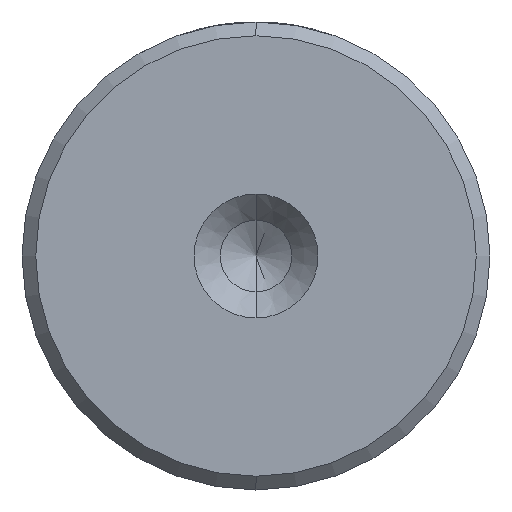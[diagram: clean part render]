
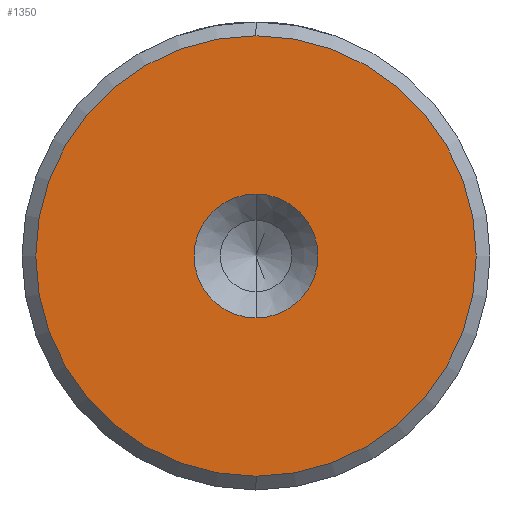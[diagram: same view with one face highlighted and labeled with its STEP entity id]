
A CAD part, left-side view. The second image highlights one B-rep face of the part: STEP entity #1350.
In plain terms, the highlighted planar face has unit normal (-1, 0, 0).
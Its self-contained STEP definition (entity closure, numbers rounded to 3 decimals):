
#24 = CIRCLE ( 'NONE', #1909, 8. ) ;
#25 = DIRECTION ( 'NONE',  ( 0., 0., 1. ) ) ;
#78 = FACE_BOUND ( 'NONE', #122, .T. ) ;
#122 = EDGE_LOOP ( 'NONE', ( #2176, #1137 ) ) ;
#197 = CARTESIAN_POINT ( 'NONE',  ( 0., 0., 0. ) ) ;
#216 = CARTESIAN_POINT ( 'NONE',  ( 0., 0., 0. ) ) ;
#268 = EDGE_LOOP ( 'NONE', ( #626, #603 ) ) ;
#400 = DIRECTION ( 'NONE',  ( 0., 0., 1. ) ) ;
#498 = AXIS2_PLACEMENT_3D ( 'NONE', #655, #634, #503 ) ;
#503 = DIRECTION ( 'NONE',  ( 0., 0., 1. ) ) ;
#565 = PLANE ( 'NONE',  #1796 ) ;
#577 = CIRCLE ( 'NONE', #1829, 8. ) ;
#603 = ORIENTED_EDGE ( 'NONE', *, *, #1379, .T. ) ;
#608 = EDGE_CURVE ( 'NONE', #973, #2223, #862, .T. ) ;
#626 = ORIENTED_EDGE ( 'NONE', *, *, #1825, .T. ) ;
#634 = DIRECTION ( 'NONE',  ( -1., 0., 0. ) ) ;
#655 = CARTESIAN_POINT ( 'NONE',  ( 0., 0., 0. ) ) ;
#698 = AXIS2_PLACEMENT_3D ( 'NONE', #1823, #778, #1991 ) ;
#713 = CARTESIAN_POINT ( 'NONE',  ( 0., 0., 0. ) ) ;
#718 = VERTEX_POINT ( 'NONE', #1861 ) ;
#778 = DIRECTION ( 'NONE',  ( -1., 0., 0. ) ) ;
#807 = CIRCLE ( 'NONE', #698, 2.25 ) ;
#831 = CARTESIAN_POINT ( 'NONE',  ( 0., 0., 2.25 ) ) ;
#862 = CIRCLE ( 'NONE', #498, 2.25 ) ;
#895 = DIRECTION ( 'NONE',  ( 0., 0., 1. ) ) ;
#973 = VERTEX_POINT ( 'NONE', #831 ) ;
#1083 = DIRECTION ( 'NONE',  ( -1., 0., 0. ) ) ;
#1137 = ORIENTED_EDGE ( 'NONE', *, *, #1456, .F. ) ;
#1146 = CARTESIAN_POINT ( 'NONE',  ( 0., 0., 8. ) ) ;
#1350 = ADVANCED_FACE ( 'NONE', ( #1896, #78 ), #565, .T. ) ;
#1379 = EDGE_CURVE ( 'NONE', #2122, #718, #24, .T. ) ;
#1437 = DIRECTION ( 'NONE',  ( -1., 0., 0. ) ) ;
#1456 = EDGE_CURVE ( 'NONE', #2223, #973, #807, .T. ) ;
#1698 = CARTESIAN_POINT ( 'NONE',  ( 0., 0., -2.25 ) ) ;
#1796 = AXIS2_PLACEMENT_3D ( 'NONE', #197, #1083, #25 ) ;
#1823 = CARTESIAN_POINT ( 'NONE',  ( 0., 0., 0. ) ) ;
#1825 = EDGE_CURVE ( 'NONE', #718, #2122, #577, .T. ) ;
#1829 = AXIS2_PLACEMENT_3D ( 'NONE', #713, #1926, #895 ) ;
#1861 = CARTESIAN_POINT ( 'NONE',  ( 0., 0., -8. ) ) ;
#1896 = FACE_OUTER_BOUND ( 'NONE', #268, .T. ) ;
#1909 = AXIS2_PLACEMENT_3D ( 'NONE', #216, #1437, #400 ) ;
#1926 = DIRECTION ( 'NONE',  ( -1., 0., 0. ) ) ;
#1991 = DIRECTION ( 'NONE',  ( 0., 0., 1. ) ) ;
#2122 = VERTEX_POINT ( 'NONE', #1146 ) ;
#2176 = ORIENTED_EDGE ( 'NONE', *, *, #608, .F. ) ;
#2223 = VERTEX_POINT ( 'NONE', #1698 ) ;
